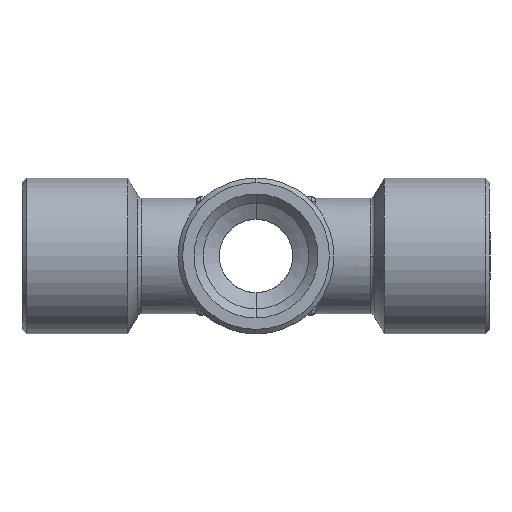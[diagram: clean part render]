
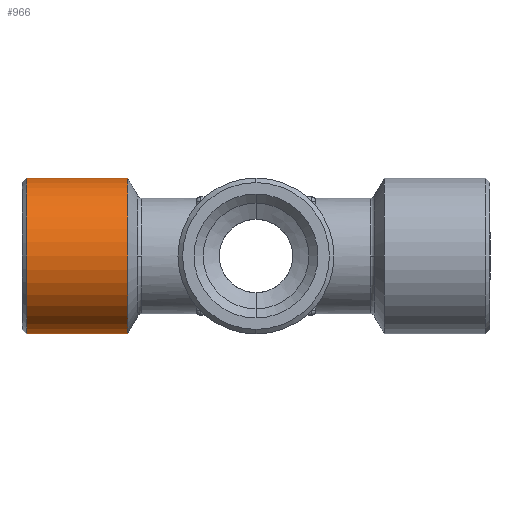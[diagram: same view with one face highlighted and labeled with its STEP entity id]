
A CAD part, left-side view. The second image highlights one B-rep face of the part: STEP entity #966.
In plain terms, the highlighted cylindrical face has radius 8.5 mm (diameter 17 mm), a partial arc.
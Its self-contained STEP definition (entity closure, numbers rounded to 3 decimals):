
#957 = ORIENTED_EDGE ( 'NONE', *, *, #958, .T. ) ;
#958 = EDGE_CURVE ( 'NONE', #968, #959, #4679, .T. ) ;
#959 = VERTEX_POINT ( 'NONE', #4734 ) ;
#960 = ORIENTED_EDGE ( 'NONE', *, *, #1014, .T. ) ;
#962 = EDGE_CURVE ( 'NONE', #1018, #963, #4733, .T. ) ;
#963 = VERTEX_POINT ( 'NONE', #4728 ) ;
#966 = ADVANCED_FACE ( 'NONE', ( #4723 ), #4721, .T. ) ;
#967 = EDGE_LOOP ( 'NONE', ( #957, #960, #1013, #1008 ) ) ;
#968 = VERTEX_POINT ( 'NONE', #4722 ) ;
#1008 = ORIENTED_EDGE ( 'NONE', *, *, #1009, .F. ) ;
#1009 = EDGE_CURVE ( 'NONE', #968, #1018, #4827, .T. ) ;
#1013 = ORIENTED_EDGE ( 'NONE', *, *, #962, .F. ) ;
#1014 = EDGE_CURVE ( 'NONE', #959, #963, #4817, .T. ) ;
#1018 = VERTEX_POINT ( 'NONE', #4804 ) ;
#4679 = CIRCLE ( 'NONE', #4738, 8.5 ) ;
#4717 = DIRECTION ( 'NONE',  ( 0., 0., 1. ) ) ;
#4718 = DIRECTION ( 'NONE',  ( 0., -1., 0. ) ) ;
#4719 = CARTESIAN_POINT ( 'NONE',  ( 0., -9.788, 0. ) ) ;
#4720 = AXIS2_PLACEMENT_3D ( 'NONE', #4719, #4718, #4717 ) ;
#4721 = CYLINDRICAL_SURFACE ( 'NONE', #4720, 8.5 ) ;
#4722 = CARTESIAN_POINT ( 'NONE',  ( 0., 25., 8.5 ) ) ;
#4723 = FACE_OUTER_BOUND ( 'NONE', #967, .T. ) ;
#4728 = CARTESIAN_POINT ( 'NONE',  ( 0., 14., -8.5 ) ) ;
#4729 = DIRECTION ( 'NONE',  ( 0., 0., 1. ) ) ;
#4730 = DIRECTION ( 'NONE',  ( 0., -1., 0. ) ) ;
#4731 = CARTESIAN_POINT ( 'NONE',  ( 0., 14., 0. ) ) ;
#4732 = AXIS2_PLACEMENT_3D ( 'NONE', #4731, #4730, #4729 ) ;
#4733 = CIRCLE ( 'NONE', #4732, 8.5 ) ;
#4734 = CARTESIAN_POINT ( 'NONE',  ( 0., 25., -8.5 ) ) ;
#4735 = DIRECTION ( 'NONE',  ( 0., 0., 1. ) ) ;
#4736 = DIRECTION ( 'NONE',  ( 0., -1., 0. ) ) ;
#4737 = CARTESIAN_POINT ( 'NONE',  ( 0., 25., 0. ) ) ;
#4738 = AXIS2_PLACEMENT_3D ( 'NONE', #4737, #4736, #4735 ) ;
#4804 = CARTESIAN_POINT ( 'NONE',  ( 0., 14., 8.5 ) ) ;
#4814 = DIRECTION ( 'NONE',  ( 0., -1., 0. ) ) ;
#4815 = VECTOR ( 'NONE', #4814, 1000. ) ;
#4816 = CARTESIAN_POINT ( 'NONE',  ( 0., -9.788, -8.5 ) ) ;
#4817 = LINE ( 'NONE', #4816, #4815 ) ;
#4824 = DIRECTION ( 'NONE',  ( 0., -1., 0. ) ) ;
#4825 = VECTOR ( 'NONE', #4824, 1000. ) ;
#4826 = CARTESIAN_POINT ( 'NONE',  ( 0., -9.788, 8.5 ) ) ;
#4827 = LINE ( 'NONE', #4826, #4825 ) ;
